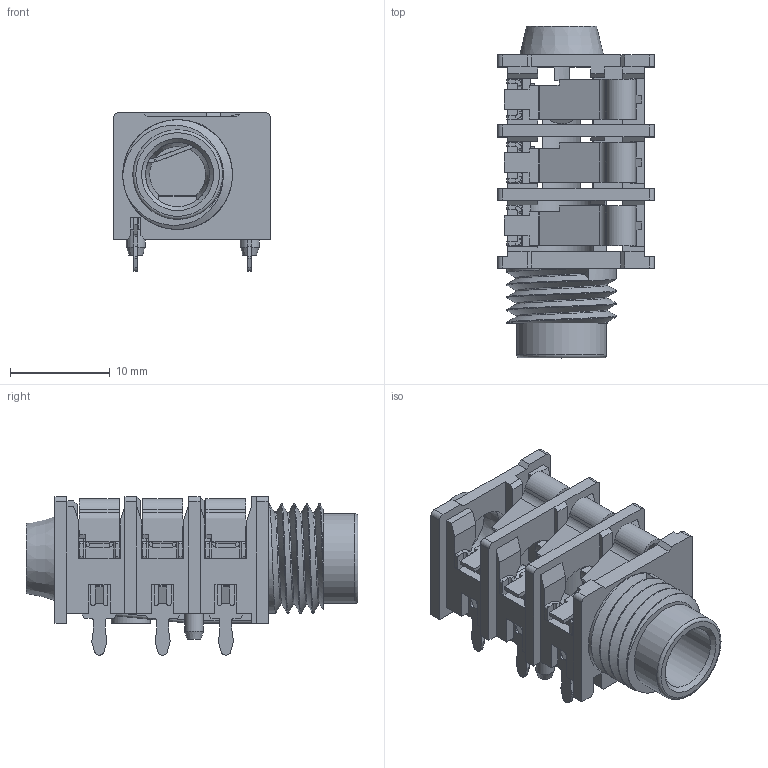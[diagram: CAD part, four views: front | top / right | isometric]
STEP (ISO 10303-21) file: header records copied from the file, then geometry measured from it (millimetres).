
FILE_DESCRIPTION((' '),'2;1');
FILE_NAME( 'ACJS-PHOP.stp', '2022-09-01T08:09:49', (' '), ('--- Datakit www.datakit.com---'), ' Datakit CrossCadWare V2022.3 Jun 15 2022', 'DATAKIT 2022 (c)', ' ');
FILE_SCHEMA(('AP242_MANAGED_MODEL_BASED_3D_ENGINEERING_MIM_LF { 1 0 10303 442 1 1 4 }'));
Length unit declared in the file: millimetre
Products named in the file (1): ACJS-PHOP
Bounding box: 15.75 x 33.3 x 15.9 mm (x, y, z)
Volume: 2063.7 mm3; surface area: 4393.3 mm2
Topology: 7 solids, 7 shells, 833 faces, 2289 edges, 1455 vertices
Faces by surface type: plane 658, cylinder 163, cone 6, bspline 5, torus 1
Full cylindrical faces by diameter (mm): 1.9 x2, 2.4 x1, 3.95 x1, 6.43 x1, 9 x1
Entity records: 31255 total; most frequent: CARTESIAN_POINT 9178, ORIENTED_EDGE 4534, DIRECTION 4302, EDGE_CURVE 2267, VECTOR 1840, LINE 1840, VERTEX_POINT 1449, AXIS2_PLACEMENT_3D 1231
